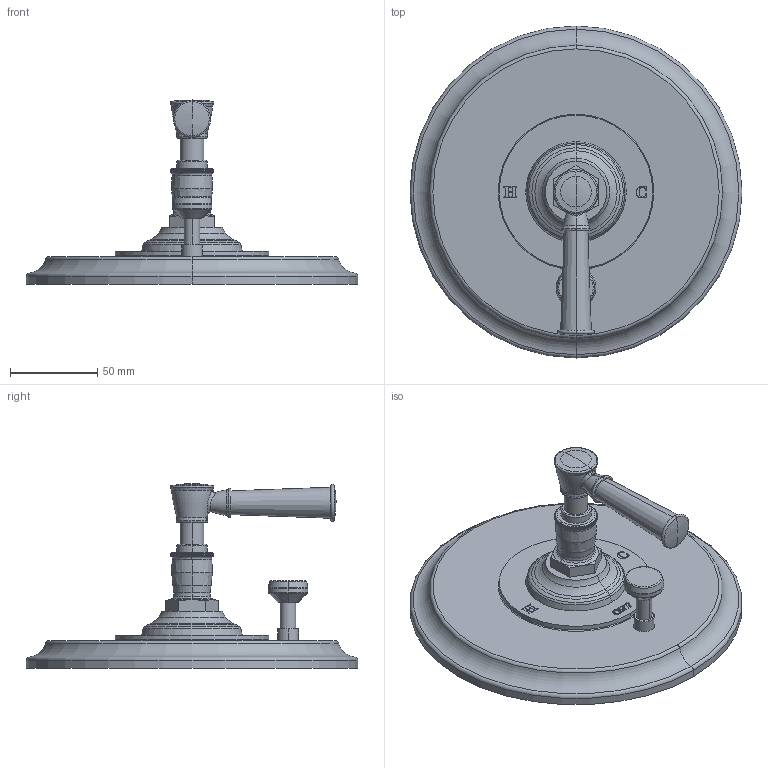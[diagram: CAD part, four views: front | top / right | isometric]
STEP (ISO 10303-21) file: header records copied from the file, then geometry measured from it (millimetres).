
FILE_DESCRIPTION((''),'2;1');
FILE_NAME('5-2912BP','2021-06-09T10:27:22',('jinson.thomas'),(''),'CREO PARAMETRIC BY PTC INC, 2018400','CREO PARAMETRIC BY PTC INC, 2018400','');
FILE_SCHEMA(('CONFIG_CONTROL_DESIGN'));
Length unit declared in the file: inch
Products named in the file (1): 5-2912BP
Bounding box: 190.5 x 190.5 x 105.9 mm (x, y, z)
Volume: 492423 mm3; surface area: 75682.1 mm2
Topology: 1 solids, 1 shells, 513 faces, 1419 edges, 921 vertices
Faces by surface type: plane 230, bspline 122, extrusion 95, torus 38, cylinder 12, cone 8, revolution 6, sphere 2
Entity records: 24355 total; most frequent: CARTESIAN_POINT 12949, ORIENTED_EDGE 2830, DIRECTION 1582, EDGE_CURVE 1415, VERTEX_POINT 921, B_SPLINE_CURVE_WITH_KNOTS 877, AXIS2_PLACEMENT_3D 552, EDGE_LOOP 530
